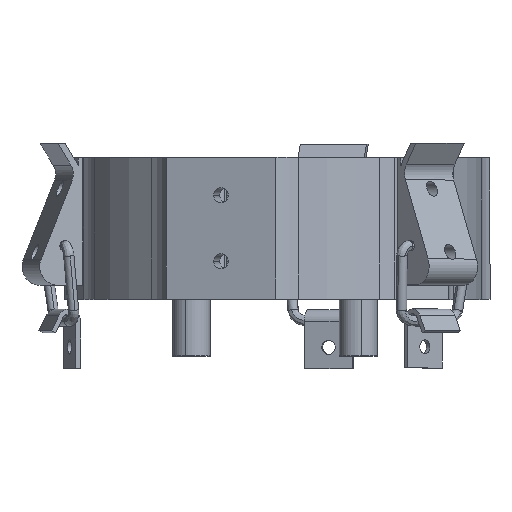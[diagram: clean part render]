
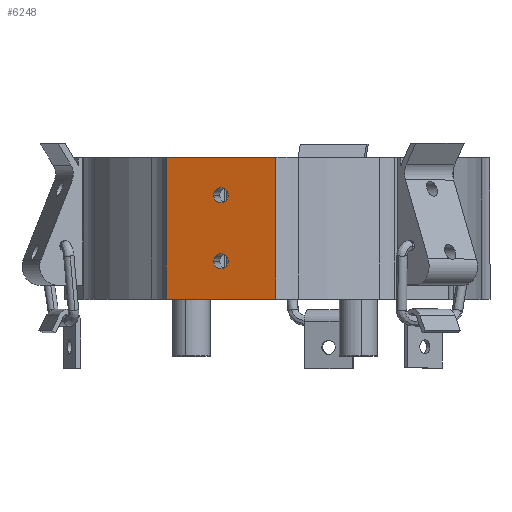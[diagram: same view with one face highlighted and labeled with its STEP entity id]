
A CAD part, top view. The second image highlights one B-rep face of the part: STEP entity #6248.
In plain terms, the highlighted planar face has unit normal (-0.259, 0, 0.966).
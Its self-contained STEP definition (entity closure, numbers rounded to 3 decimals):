
#197 = VERTEX_POINT ( 'NONE', #6719 ) ;
#235 = EDGE_CURVE ( 'NONE', #5690, #634, #10335, .T. ) ;
#595 = AXIS2_PLACEMENT_3D ( 'NONE', #16716, #8552, #12428 ) ;
#634 = VERTEX_POINT ( 'NONE', #13634 ) ;
#917 = ORIENTED_EDGE ( 'NONE', *, *, #1809, .F. ) ;
#990 = VERTEX_POINT ( 'NONE', #1916 ) ;
#1018 = EDGE_LOOP ( 'NONE', ( #8882, #15040 ) ) ;
#1025 = VECTOR ( 'NONE', #12443, 1000. ) ;
#1150 = FACE_BOUND ( 'NONE', #1018, .T. ) ;
#1297 = LINE ( 'NONE', #6371, #11523 ) ;
#1633 = DIRECTION ( 'NONE',  ( 0., -1., 0. ) ) ;
#1674 = AXIS2_PLACEMENT_3D ( 'NONE', #2515, #5180, #13189 ) ;
#1802 = CARTESIAN_POINT ( 'NONE',  ( -9.843, -8., 42.915 ) ) ;
#1809 = EDGE_CURVE ( 'NONE', #990, #9135, #7112, .T. ) ;
#1881 = LINE ( 'NONE', #7309, #10363 ) ;
#1916 = CARTESIAN_POINT ( 'NONE',  ( -22.979, 0., 39.395 ) ) ;
#2501 = DIRECTION ( 'NONE',  ( 0., -1., 0. ) ) ;
#2515 = CARTESIAN_POINT ( 'NONE',  ( -11.388, -22., 42.501 ) ) ;
#2788 = EDGE_LOOP ( 'NONE', ( #15602, #11007 ) ) ;
#3365 = EDGE_CURVE ( 'NONE', #14205, #8414, #1881, .T. ) ;
#3606 = EDGE_LOOP ( 'NONE', ( #917, #4310, #7166, #15992 ) ) ;
#3883 = DIRECTION ( 'NONE',  ( 0.966, 0., 0.259 ) ) ;
#4310 = ORIENTED_EDGE ( 'NONE', *, *, #8524, .T. ) ;
#4910 = AXIS2_PLACEMENT_3D ( 'NONE', #16888, #13111, #15844 ) ;
#5018 = FACE_OUTER_BOUND ( 'NONE', #3606, .T. ) ;
#5180 = DIRECTION ( 'NONE',  ( -0.259, 0., 0.966 ) ) ;
#5279 = FACE_BOUND ( 'NONE', #2788, .T. ) ;
#5690 = VERTEX_POINT ( 'NONE', #1802 ) ;
#6248 = ADVANCED_FACE ( 'NONE', ( #1150, #5279, #5018 ), #9061, .T. ) ;
#6371 = CARTESIAN_POINT ( 'NONE',  ( 0.203, 32.935, 45.607 ) ) ;
#6624 = CIRCLE ( 'NONE', #15683, 1.6 ) ;
#6639 = DIRECTION ( 'NONE',  ( -0.259, 0., 0.966 ) ) ;
#6653 = EDGE_CURVE ( 'NONE', #9135, #14205, #1297, .T. ) ;
#6718 = CARTESIAN_POINT ( 'NONE',  ( -11.388, -8., 42.501 ) ) ;
#6719 = CARTESIAN_POINT ( 'NONE',  ( -9.843, -22., 42.915 ) ) ;
#7112 = LINE ( 'NONE', #7200, #1025 ) ;
#7166 = ORIENTED_EDGE ( 'NONE', *, *, #3365, .F. ) ;
#7200 = CARTESIAN_POINT ( 'NONE',  ( 0.203, 0., 45.607 ) ) ;
#7233 = CARTESIAN_POINT ( 'NONE',  ( -11.388, -8., 42.501 ) ) ;
#7309 = CARTESIAN_POINT ( 'NONE',  ( 0.203, -30., 45.607 ) ) ;
#7720 = VECTOR ( 'NONE', #1633, 1000. ) ;
#7867 = CARTESIAN_POINT ( 'NONE',  ( 0.203, -30., 45.607 ) ) ;
#8081 = LINE ( 'NONE', #8162, #7720 ) ;
#8162 = CARTESIAN_POINT ( 'NONE',  ( -22.979, 32.935, 39.395 ) ) ;
#8292 = EDGE_CURVE ( 'NONE', #634, #5690, #6624, .T. ) ;
#8414 = VERTEX_POINT ( 'NONE', #9723 ) ;
#8524 = EDGE_CURVE ( 'NONE', #990, #8414, #8081, .T. ) ;
#8552 = DIRECTION ( 'NONE',  ( -0.259, 0., 0.966 ) ) ;
#8882 = ORIENTED_EDGE ( 'NONE', *, *, #235, .F. ) ;
#9061 = PLANE ( 'NONE',  #4910 ) ;
#9135 = VERTEX_POINT ( 'NONE', #11507 ) ;
#9204 = EDGE_CURVE ( 'NONE', #12178, #197, #10222, .T. ) ;
#9723 = CARTESIAN_POINT ( 'NONE',  ( -22.979, -30., 39.395 ) ) ;
#9777 = AXIS2_PLACEMENT_3D ( 'NONE', #7233, #11095, #12303 ) ;
#10222 = CIRCLE ( 'NONE', #595, 1.6 ) ;
#10335 = CIRCLE ( 'NONE', #9777, 1.6 ) ;
#10363 = VECTOR ( 'NONE', #16417, 1000. ) ;
#10975 = EDGE_CURVE ( 'NONE', #197, #12178, #14590, .T. ) ;
#11007 = ORIENTED_EDGE ( 'NONE', *, *, #9204, .F. ) ;
#11095 = DIRECTION ( 'NONE',  ( -0.259, 0., 0.966 ) ) ;
#11507 = CARTESIAN_POINT ( 'NONE',  ( 0.203, 0., 45.607 ) ) ;
#11523 = VECTOR ( 'NONE', #2501, 1000. ) ;
#12178 = VERTEX_POINT ( 'NONE', #14636 ) ;
#12303 = DIRECTION ( 'NONE',  ( 0.966, 0., 0.259 ) ) ;
#12428 = DIRECTION ( 'NONE',  ( 0.966, 0., 0.259 ) ) ;
#12443 = DIRECTION ( 'NONE',  ( 0.966, 0., 0.259 ) ) ;
#13111 = DIRECTION ( 'NONE',  ( -0.259, 0., 0.966 ) ) ;
#13189 = DIRECTION ( 'NONE',  ( 0.966, 0., 0.259 ) ) ;
#13634 = CARTESIAN_POINT ( 'NONE',  ( -12.934, -8., 42.087 ) ) ;
#14205 = VERTEX_POINT ( 'NONE', #7867 ) ;
#14590 = CIRCLE ( 'NONE', #1674, 1.6 ) ;
#14636 = CARTESIAN_POINT ( 'NONE',  ( -12.934, -22., 42.087 ) ) ;
#15040 = ORIENTED_EDGE ( 'NONE', *, *, #8292, .F. ) ;
#15602 = ORIENTED_EDGE ( 'NONE', *, *, #10975, .F. ) ;
#15683 = AXIS2_PLACEMENT_3D ( 'NONE', #6718, #6639, #3883 ) ;
#15844 = DIRECTION ( 'NONE',  ( 0.966, 0., 0.259 ) ) ;
#15992 = ORIENTED_EDGE ( 'NONE', *, *, #6653, .F. ) ;
#16417 = DIRECTION ( 'NONE',  ( -0.966, 0., -0.259 ) ) ;
#16716 = CARTESIAN_POINT ( 'NONE',  ( -11.388, -22., 42.501 ) ) ;
#16888 = CARTESIAN_POINT ( 'NONE',  ( 0.203, 32.935, 45.607 ) ) ;
